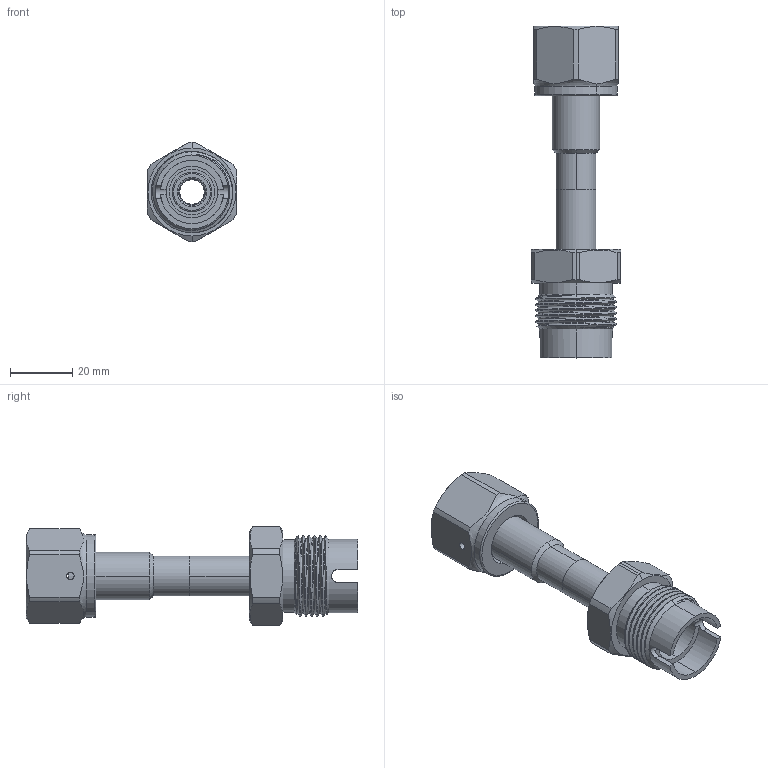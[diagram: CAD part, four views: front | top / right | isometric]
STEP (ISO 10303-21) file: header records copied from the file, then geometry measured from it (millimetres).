
FILE_DESCRIPTION (( 'STEP AP203' ), '1' );
FILE_NAME ('AD-632MSS-8FFS.STEP', '2025-11-03T15:22:17', ( '' ), ( '' ), 'SwSTEP 2.0', 'SolidWorks 2018', '' );
FILE_SCHEMA (( 'CONFIG_CONTROL_DESIGN' ));
Length unit declared in the file: inch
Products named in the file (5): PRT-002088; PRT-001592; AD-632MSS-8FFS; PRT-000480; PRT-000300
Assembly tree (4 placements, depth 2):
  AD-632MSS-8FFS
    PRT-002088
    PRT-000480
    PRT-001592
    PRT-000300
Bounding box: 28.57 x 106.3 x 31.75 mm (x, y, z)
Volume: 24616.2 mm3; surface area: 15398.9 mm2
Topology: 4 solids, 4 shells, 277 faces, 683 edges, 436 vertices
Faces by surface type: plane 80, cylinder 76, bspline 55, cone 34, torus 32
Entity records: 14134 total; most frequent: CARTESIAN_POINT 7361, ORIENTED_EDGE 1366, DIRECTION 1193, EDGE_CURVE 683, AXIS2_PLACEMENT_3D 457, VERTEX_POINT 436, EDGE_LOOP 311, VECTOR 279
